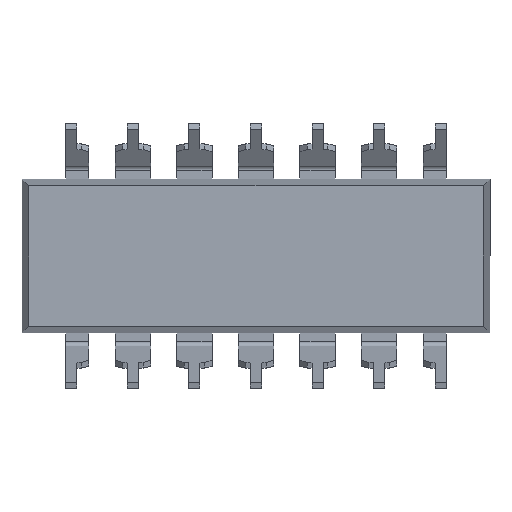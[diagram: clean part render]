
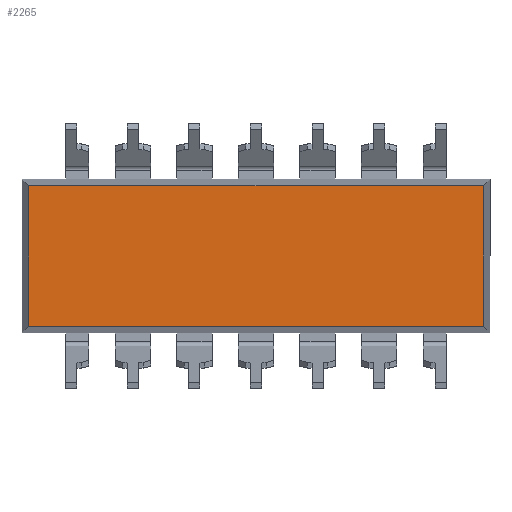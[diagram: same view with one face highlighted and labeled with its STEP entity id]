
A CAD part, front view. The second image highlights one B-rep face of the part: STEP entity #2265.
In plain terms, the highlighted planar face has unit normal (0, -1, 0).
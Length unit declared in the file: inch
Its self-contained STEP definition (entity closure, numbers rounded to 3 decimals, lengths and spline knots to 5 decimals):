
#115 = PLANE ( 'NONE',  #1348 ) ;
#306 = ORIENTED_EDGE ( 'NONE', *, *, #802, .T. ) ;
#407 = CARTESIAN_POINT ( 'NONE',  ( -0.36881, 0.02, 0.11381 ) ) ;
#802 = EDGE_CURVE ( 'NONE', #6902, #2401, #2147, .T. ) ;
#944 = DIRECTION ( 'NONE',  ( 0., 0., -1. ) ) ;
#1017 = CARTESIAN_POINT ( 'NONE',  ( -0.36881, 0.02, -0.11381 ) ) ;
#1338 = LINE ( 'NONE', #6163, #2620 ) ;
#1348 = AXIS2_PLACEMENT_3D ( 'NONE', #4530, #5598, #3356 ) ;
#1621 = LINE ( 'NONE', #2044, #7106 ) ;
#1697 = EDGE_CURVE ( 'NONE', #5402, #4317, #1338, .T. ) ;
#1837 = DIRECTION ( 'NONE',  ( 0., 0., 1. ) ) ;
#1861 = CARTESIAN_POINT ( 'NONE',  ( 0.36881, 0.02, -0.11381 ) ) ;
#1888 = ORIENTED_EDGE ( 'NONE', *, *, #3633, .T. ) ;
#2044 = CARTESIAN_POINT ( 'NONE',  ( 0.38, 0.02, 0.11381 ) ) ;
#2147 = LINE ( 'NONE', #5829, #2747 ) ;
#2265 = ADVANCED_FACE ( 'NONE', ( #4014 ), #115, .T. ) ;
#2401 = VERTEX_POINT ( 'NONE', #1017 ) ;
#2550 = CARTESIAN_POINT ( 'NONE',  ( -0.38, 0.02, -0.11381 ) ) ;
#2620 = VECTOR ( 'NONE', #1837, 39.37008 ) ;
#2726 = EDGE_LOOP ( 'NONE', ( #1888, #5230, #5816, #306 ) ) ;
#2747 = VECTOR ( 'NONE', #944, 39.37008 ) ;
#2971 = CARTESIAN_POINT ( 'NONE',  ( 0.36881, 0.02, 0.11381 ) ) ;
#3356 = DIRECTION ( 'NONE',  ( 0., 0., -1. ) ) ;
#3633 = EDGE_CURVE ( 'NONE', #2401, #5402, #4913, .T. ) ;
#3693 = DIRECTION ( 'NONE',  ( 1., 0., 0. ) ) ;
#4014 = FACE_OUTER_BOUND ( 'NONE', #2726, .T. ) ;
#4317 = VERTEX_POINT ( 'NONE', #2971 ) ;
#4530 = CARTESIAN_POINT ( 'NONE',  ( 0., 0.02, 0. ) ) ;
#4675 = EDGE_CURVE ( 'NONE', #4317, #6902, #1621, .T. ) ;
#4839 = DIRECTION ( 'NONE',  ( -1., 0., 0. ) ) ;
#4913 = LINE ( 'NONE', #2550, #5057 ) ;
#5057 = VECTOR ( 'NONE', #3693, 39.37008 ) ;
#5230 = ORIENTED_EDGE ( 'NONE', *, *, #1697, .T. ) ;
#5402 = VERTEX_POINT ( 'NONE', #1861 ) ;
#5598 = DIRECTION ( 'NONE',  ( 0., -1., 0. ) ) ;
#5816 = ORIENTED_EDGE ( 'NONE', *, *, #4675, .T. ) ;
#5829 = CARTESIAN_POINT ( 'NONE',  ( -0.36881, 0.02, 0.125 ) ) ;
#6163 = CARTESIAN_POINT ( 'NONE',  ( 0.36881, 0.02, -0.125 ) ) ;
#6902 = VERTEX_POINT ( 'NONE', #407 ) ;
#7106 = VECTOR ( 'NONE', #4839, 39.37008 ) ;
